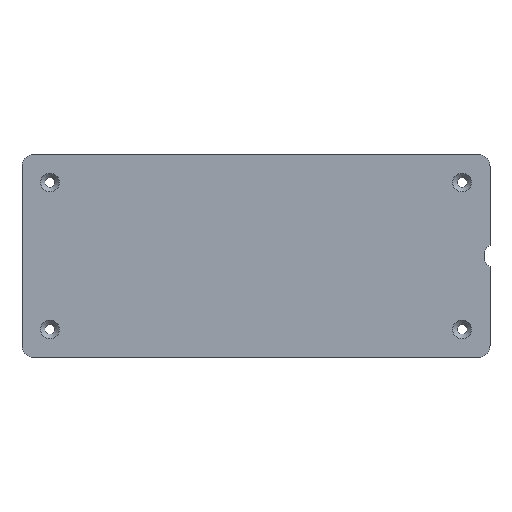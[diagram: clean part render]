
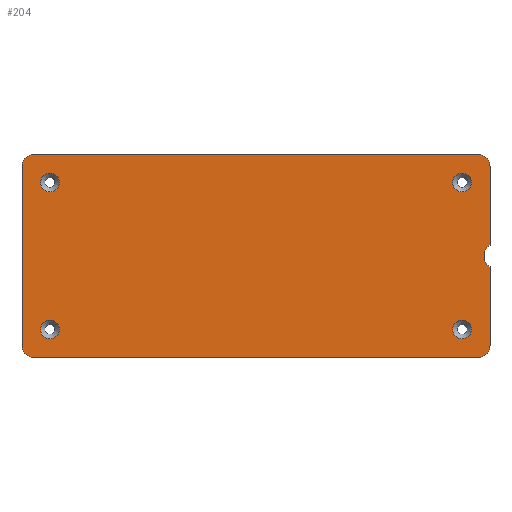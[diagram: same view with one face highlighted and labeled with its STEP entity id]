
A CAD part, top view. The second image highlights one B-rep face of the part: STEP entity #204.
In plain terms, the highlighted planar face has unit normal (0, 0, 1).
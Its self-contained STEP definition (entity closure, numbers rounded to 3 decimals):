
#32=CARTESIAN_POINT('',(206.921,-93.31,-4.55));
#33=VERTEX_POINT('',#32);
#42=CARTESIAN_POINT('',(208.921,-97.052,-4.55));
#43=VERTEX_POINT('',#42);
#44=CARTESIAN_POINT('',(211.421,-93.31,-4.55));
#45=DIRECTION('',(0.,-0.,-1.));
#46=DIRECTION('',(1.,0.,0.));
#47=AXIS2_PLACEMENT_3D('',#44,#45,#46);
#48=CIRCLE('',#47,4.5);
#49=EDGE_CURVE('',#43,#33,#48,.T.);
#69=CARTESIAN_POINT('',(129.171,-93.31,-4.55));
#70=DIRECTION('',(0.,0.,1.));
#71=DIRECTION('',(1.,0.,-0.));
#72=AXIS2_PLACEMENT_3D('',#69,#70,#71);
#73=PLANE('',#72);
#74=CARTESIAN_POINT('',(202.621,-118.333,-4.55));
#75=VERTEX_POINT('',#74);
#76=CARTESIAN_POINT('',(199.421,-118.333,-4.55));
#77=DIRECTION('',(0.,0.,1.));
#78=DIRECTION('',(-1.,0.,0.));
#79=AXIS2_PLACEMENT_3D('',#76,#77,#78);
#80=CIRCLE('',#79,3.2);
#81=EDGE_CURVE('',#75,#75,#80,.T.);
#82=ORIENTED_EDGE('',*,*,#81,.F.);
#83=EDGE_LOOP('',(#82));
#84=FACE_BOUND('',#83,.T.);
#85=CARTESIAN_POINT('',(202.621,-68.288,-4.55));
#86=VERTEX_POINT('',#85);
#87=CARTESIAN_POINT('',(199.421,-68.288,-4.55));
#88=DIRECTION('',(0.,0.,1.));
#89=DIRECTION('',(-1.,0.,0.));
#90=AXIS2_PLACEMENT_3D('',#87,#88,#89);
#91=CIRCLE('',#90,3.2);
#92=EDGE_CURVE('',#86,#86,#91,.T.);
#93=ORIENTED_EDGE('',*,*,#92,.F.);
#94=EDGE_LOOP('',(#93));
#95=FACE_BOUND('',#94,.T.);
#96=ORIENTED_EDGE('',*,*,#49,.T.);
#97=CARTESIAN_POINT('',(208.921,-89.569,-4.55));
#98=VERTEX_POINT('',#97);
#99=CARTESIAN_POINT('',(211.421,-93.31,-4.55));
#100=DIRECTION('',(0.,-0.,-1.));
#101=DIRECTION('',(1.,0.,0.));
#102=AXIS2_PLACEMENT_3D('',#99,#100,#101);
#103=CIRCLE('',#102,4.5);
#104=EDGE_CURVE('',#33,#98,#103,.T.);
#105=ORIENTED_EDGE('',*,*,#104,.T.);
#106=CARTESIAN_POINT('',(208.921,-62.788,-4.55));
#107=VERTEX_POINT('',#106);
#108=CARTESIAN_POINT('',(208.921,522.621,-4.55));
#109=DIRECTION('',(0.,-1.,0.));
#110=VECTOR('',#109,267.81);
#111=LINE('',#108,#110);
#112=EDGE_CURVE('',#107,#98,#111,.T.);
#113=ORIENTED_EDGE('',*,*,#112,.F.);
#114=CARTESIAN_POINT('',(204.921,-58.788,-4.55));
#115=VERTEX_POINT('',#114);
#116=CARTESIAN_POINT('',(204.921,-62.788,-4.55));
#117=DIRECTION('',(0.,-0.,-1.));
#118=DIRECTION('',(0.707,0.707,0.));
#119=AXIS2_PLACEMENT_3D('',#116,#117,#118);
#120=CIRCLE('',#119,4.);
#121=EDGE_CURVE('',#115,#107,#120,.T.);
#122=ORIENTED_EDGE('',*,*,#121,.F.);
#123=CARTESIAN_POINT('',(53.421,-58.788,-4.55));
#124=VERTEX_POINT('',#123);
#125=CARTESIAN_POINT('',(-1346.079,-58.788,-4.55));
#126=DIRECTION('',(1.,0.,-0.));
#127=VECTOR('',#126,1515.);
#128=LINE('',#125,#127);
#129=EDGE_CURVE('',#124,#115,#128,.T.);
#130=ORIENTED_EDGE('',*,*,#129,.F.);
#131=CARTESIAN_POINT('',(49.421,-62.788,-4.55));
#132=VERTEX_POINT('',#131);
#133=CARTESIAN_POINT('',(53.421,-62.788,-4.55));
#134=DIRECTION('',(-0.,-0.,-1.));
#135=DIRECTION('',(-0.707,0.707,0.));
#136=AXIS2_PLACEMENT_3D('',#133,#134,#135);
#137=CIRCLE('',#136,4.);
#138=EDGE_CURVE('',#132,#124,#137,.T.);
#139=ORIENTED_EDGE('',*,*,#138,.F.);
#140=CARTESIAN_POINT('',(49.421,-123.833,-4.55));
#141=VERTEX_POINT('',#140);
#142=CARTESIAN_POINT('',(49.421,-709.241,-4.55));
#143=DIRECTION('',(0.,1.,0.));
#144=VECTOR('',#143,610.454);
#145=LINE('',#142,#144);
#146=EDGE_CURVE('',#141,#132,#145,.T.);
#147=ORIENTED_EDGE('',*,*,#146,.F.);
#148=CARTESIAN_POINT('',(53.421,-127.833,-4.55));
#149=VERTEX_POINT('',#148);
#150=CARTESIAN_POINT('',(53.421,-123.833,-4.55));
#151=DIRECTION('',(0.,-0.,-1.));
#152=DIRECTION('',(-0.707,-0.707,0.));
#153=AXIS2_PLACEMENT_3D('',#150,#151,#152);
#154=CIRCLE('',#153,4.);
#155=EDGE_CURVE('',#149,#141,#154,.T.);
#156=ORIENTED_EDGE('',*,*,#155,.F.);
#157=CARTESIAN_POINT('',(204.921,-127.833,-4.55));
#158=VERTEX_POINT('',#157);
#159=CARTESIAN_POINT('',(1604.421,-127.833,-4.55));
#160=DIRECTION('',(-1.,0.,0.));
#161=VECTOR('',#160,1515.);
#162=LINE('',#159,#161);
#163=EDGE_CURVE('',#158,#149,#162,.T.);
#164=ORIENTED_EDGE('',*,*,#163,.F.);
#165=CARTESIAN_POINT('',(208.921,-123.833,-4.55));
#166=VERTEX_POINT('',#165);
#167=CARTESIAN_POINT('',(204.921,-123.833,-4.55));
#168=DIRECTION('',(-0.,-0.,-1.));
#169=DIRECTION('',(0.707,-0.707,0.));
#170=AXIS2_PLACEMENT_3D('',#167,#168,#169);
#171=CIRCLE('',#170,4.);
#172=EDGE_CURVE('',#166,#158,#171,.T.);
#173=ORIENTED_EDGE('',*,*,#172,.F.);
#174=CARTESIAN_POINT('',(208.921,179.977,-4.55));
#175=DIRECTION('',(0.,-1.,0.));
#176=VECTOR('',#175,267.81);
#177=LINE('',#174,#176);
#178=EDGE_CURVE('',#43,#166,#177,.T.);
#179=ORIENTED_EDGE('',*,*,#178,.F.);
#180=EDGE_LOOP('',(#96,#105,#113,#122,#130,#139,#147,#156,#164,#173,#179));
#181=FACE_BOUND('',#180,.T.);
#182=CARTESIAN_POINT('',(62.121,-68.288,-4.55));
#183=VERTEX_POINT('',#182);
#184=CARTESIAN_POINT('',(58.921,-68.288,-4.55));
#185=DIRECTION('',(0.,0.,1.));
#186=DIRECTION('',(-1.,0.,0.));
#187=AXIS2_PLACEMENT_3D('',#184,#185,#186);
#188=CIRCLE('',#187,3.2);
#189=EDGE_CURVE('',#183,#183,#188,.T.);
#190=ORIENTED_EDGE('',*,*,#189,.F.);
#191=EDGE_LOOP('',(#190));
#192=FACE_BOUND('',#191,.T.);
#193=CARTESIAN_POINT('',(62.121,-118.333,-4.55));
#194=VERTEX_POINT('',#193);
#195=CARTESIAN_POINT('',(58.921,-118.333,-4.55));
#196=DIRECTION('',(0.,0.,1.));
#197=DIRECTION('',(-1.,0.,0.));
#198=AXIS2_PLACEMENT_3D('',#195,#196,#197);
#199=CIRCLE('',#198,3.2);
#200=EDGE_CURVE('',#194,#194,#199,.T.);
#201=ORIENTED_EDGE('',*,*,#200,.F.);
#202=EDGE_LOOP('',(#201));
#203=FACE_BOUND('',#202,.T.);
#204=ADVANCED_FACE('',(#84,#95,#181,#192,#203),#73,.T.);
